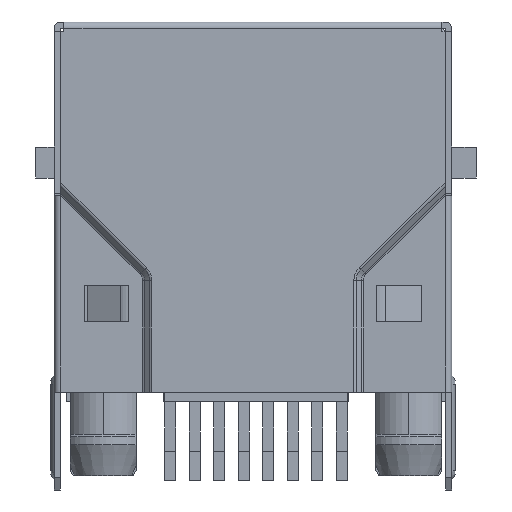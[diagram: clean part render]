
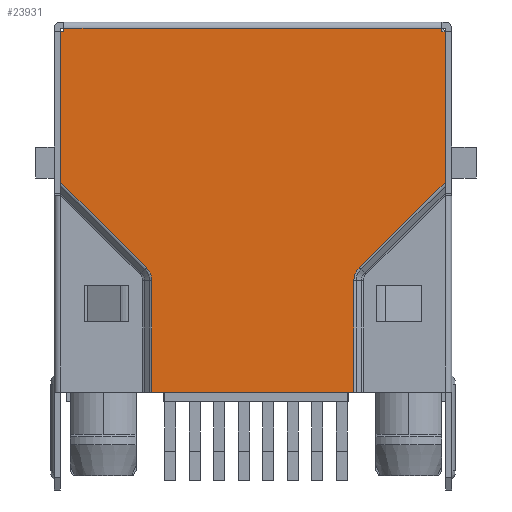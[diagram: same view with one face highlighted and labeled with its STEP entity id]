
A CAD part, front view. The second image highlights one B-rep face of the part: STEP entity #23931.
In plain terms, the highlighted planar face has unit normal (0, -1, 0).
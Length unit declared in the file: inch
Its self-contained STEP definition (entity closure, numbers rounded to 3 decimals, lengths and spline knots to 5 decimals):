
#514 = LINE ( 'NONE', #21043, #17369 ) ;
#792 = LINE ( 'NONE', #26731, #26614 ) ;
#973 = CARTESIAN_POINT ( 'NONE',  ( 0.10784, -0.32006, -0.28233 ) ) ;
#1137 = CARTESIAN_POINT ( 'NONE',  ( 0.09896, -0.32006, -0.30364 ) ) ;
#1211 = CARTESIAN_POINT ( 'NONE',  ( -0.06604, -0.32006, -0.48541 ) ) ;
#1254 = CARTESIAN_POINT ( 'NONE',  ( 0.09896, -0.32006, -0.48541 ) ) ;
#1500 = EDGE_CURVE ( 'NONE', #17839, #18635, #26992, .T. ) ;
#1510 = DIRECTION ( 'NONE',  ( 0., 0., 1. ) ) ;
#2182 = CARTESIAN_POINT ( 'NONE',  ( 0.24796, -0.32006, -0.14341 ) ) ;
#2297 = EDGE_CURVE ( 'NONE', #16177, #5832, #11203, .T. ) ;
#2356 = EDGE_CURVE ( 'NONE', #13640, #17839, #36905, .T. ) ;
#2937 = AXIS2_PLACEMENT_3D ( 'NONE', #11512, #21639, #1510 ) ;
#3227 = EDGE_CURVE ( 'NONE', #25083, #16177, #43135, .T. ) ;
#3232 = CARTESIAN_POINT ( 'NONE',  ( 0.24289, -0.32006, 0.10351 ) ) ;
#3838 = CARTESIAN_POINT ( 'NONE',  ( -0.23107, -0.32006, -0.2955 ) ) ;
#4428 = EDGE_CURVE ( 'NONE', #16211, #5957, #15086, .T. ) ;
#4495 = CARTESIAN_POINT ( 'NONE',  ( 0.10784, -0.32006, -0.28233 ) ) ;
#4724 = ORIENTED_EDGE ( 'NONE', *, *, #21844, .T. ) ;
#4975 = ORIENTED_EDGE ( 'NONE', *, *, #25569, .T. ) ;
#5174 = VERTEX_POINT ( 'NONE', #39002 ) ;
#5832 = VERTEX_POINT ( 'NONE', #7952 ) ;
#5957 = VERTEX_POINT ( 'NONE', #38687 ) ;
#6205 = CARTESIAN_POINT ( 'NONE',  ( 0.09896, -0.32006, -0.18791 ) ) ;
#6654 = CARTESIAN_POINT ( 'NONE',  ( 0.24796, -0.32006, -0.18791 ) ) ;
#7952 = CARTESIAN_POINT ( 'NONE',  ( 0.10784, -0.32006, -0.28233 ) ) ;
#8006 = CARTESIAN_POINT ( 'NONE',  ( -0.38004, -0.32006, -0.14341 ) ) ;
#8155 = PLANE ( 'NONE',  #2937 ) ;
#8260 = EDGE_CURVE ( 'NONE', #27065, #5174, #17504, .T. ) ;
#8339 = EDGE_CURVE ( 'NONE', #5832, #41402, #43352, .T. ) ;
#8578 = VECTOR ( 'NONE', #24237, 39.37008 ) ;
#8661 = DIRECTION ( 'NONE',  ( 0., 0., 1. ) ) ;
#9012 = ORIENTED_EDGE ( 'NONE', *, *, #4428, .T. ) ;
#9291 = DIRECTION ( 'NONE',  ( -1., 0., 0. ) ) ;
#9602 = DIRECTION ( 'NONE',  ( 0., 0., 1. ) ) ;
#10873 = EDGE_CURVE ( 'NONE', #30852, #34485, #33089, .T. ) ;
#10997 = LINE ( 'NONE', #6654, #27849 ) ;
#11203 = B_SPLINE_CURVE_WITH_KNOTS ( 'NONE', 3,
 ( #1137, #21280, #41503, #4495 ),
 .UNSPECIFIED., .F., .F.,
 ( 4, 4 ),
 ( 0., 1. ),
 .UNSPECIFIED. ) ;
#11512 = CARTESIAN_POINT ( 'NONE',  ( 0.24796, -0.32006, -0.48541 ) ) ;
#11694 = EDGE_CURVE ( 'NONE', #5957, #36960, #792, .T. ) ;
#12278 = EDGE_CURVE ( 'NONE', #18635, #27065, #37618, .T. ) ;
#13640 = VERTEX_POINT ( 'NONE', #21010 ) ;
#14791 = CARTESIAN_POINT ( 'NONE',  ( 0.24289, -0.32006, 0.10959 ) ) ;
#14878 = CARTESIAN_POINT ( 'NONE',  ( -0.06604, -0.32006, 0.10351 ) ) ;
#15086 = LINE ( 'NONE', #39460, #25113 ) ;
#15213 = ORIENTED_EDGE ( 'NONE', *, *, #8260, .T. ) ;
#15871 = CARTESIAN_POINT ( 'NONE',  ( -0.23992, -0.32006, -0.28233 ) ) ;
#16138 = ORIENTED_EDGE ( 'NONE', *, *, #2297, .T. ) ;
#16177 = VERTEX_POINT ( 'NONE', #38054 ) ;
#16211 = VERTEX_POINT ( 'NONE', #14791 ) ;
#16679 = CARTESIAN_POINT ( 'NONE',  ( -0.23104, -0.32006, -0.30364 ) ) ;
#17369 = VECTOR ( 'NONE', #31094, 39.37008 ) ;
#17504 = LINE ( 'NONE', #41054, #8578 ) ;
#17839 = VERTEX_POINT ( 'NONE', #8006 ) ;
#18635 = VERTEX_POINT ( 'NONE', #15871 ) ;
#19307 = EDGE_LOOP ( 'NONE', ( #33478, #4724, #9012, #27445, #40518, #34417, #37783, #20051, #15213, #41059, #39393, #16138, #36033, #4975 ) ) ;
#20051 = ORIENTED_EDGE ( 'NONE', *, *, #12278, .T. ) ;
#20624 = CARTESIAN_POINT ( 'NONE',  ( -0.23423, -0.32006, -0.28802 ) ) ;
#21010 = CARTESIAN_POINT ( 'NONE',  ( -0.38004, -0.32006, 0.10351 ) ) ;
#21043 = CARTESIAN_POINT ( 'NONE',  ( -0.06604, -0.32006, 0.10351 ) ) ;
#21280 = CARTESIAN_POINT ( 'NONE',  ( 0.099, -0.32006, -0.2956 ) ) ;
#21418 = CARTESIAN_POINT ( 'NONE',  ( -0.38004, -0.32006, -0.18791 ) ) ;
#21639 = DIRECTION ( 'NONE',  ( 0., -1., 0. ) ) ;
#21844 = EDGE_CURVE ( 'NONE', #34485, #16211, #33251, .T. ) ;
#23722 = CARTESIAN_POINT ( 'NONE',  ( -0.38004, -0.32006, -0.14341 ) ) ;
#23931 = ADVANCED_FACE ( 'NONE', ( #37243 ), #8155, .T. ) ;
#24024 = CARTESIAN_POINT ( 'NONE',  ( -0.23992, -0.32006, -0.28233 ) ) ;
#24237 = DIRECTION ( 'NONE',  ( 0., 0., -1. ) ) ;
#24273 = VECTOR ( 'NONE', #8661, 39.37008 ) ;
#25083 = VERTEX_POINT ( 'NONE', #1254 ) ;
#25113 = VECTOR ( 'NONE', #9291, 39.37008 ) ;
#25569 = EDGE_CURVE ( 'NONE', #41402, #30852, #10997, .T. ) ;
#26614 = VECTOR ( 'NONE', #30089, 39.37008 ) ;
#26731 = CARTESIAN_POINT ( 'NONE',  ( -0.37496, -0.32006, -0.18791 ) ) ;
#26992 = LINE ( 'NONE', #23722, #41749 ) ;
#27065 = VERTEX_POINT ( 'NONE', #16679 ) ;
#27289 = EDGE_CURVE ( 'NONE', #5174, #25083, #29743, .T. ) ;
#27428 = CARTESIAN_POINT ( 'NONE',  ( -0.23104, -0.32006, -0.30364 ) ) ;
#27445 = ORIENTED_EDGE ( 'NONE', *, *, #11694, .T. ) ;
#27849 = VECTOR ( 'NONE', #33634, 39.37008 ) ;
#27958 = VECTOR ( 'NONE', #38391, 39.37008 ) ;
#28139 = DIRECTION ( 'NONE',  ( 1., 0., 0. ) ) ;
#28711 = VECTOR ( 'NONE', #28139, 39.37008 ) ;
#29743 = LINE ( 'NONE', #1211, #28711 ) ;
#30089 = DIRECTION ( 'NONE',  ( 0., 0., -1. ) ) ;
#30852 = VERTEX_POINT ( 'NONE', #36637 ) ;
#31094 = DIRECTION ( 'NONE',  ( -1., 0., 0. ) ) ;
#32264 = VECTOR ( 'NONE', #34573, 39.37008 ) ;
#33089 = LINE ( 'NONE', #14878, #42067 ) ;
#33094 = VECTOR ( 'NONE', #9602, 39.37008 ) ;
#33251 = LINE ( 'NONE', #38813, #24273 ) ;
#33478 = ORIENTED_EDGE ( 'NONE', *, *, #10873, .T. ) ;
#33634 = DIRECTION ( 'NONE',  ( 0., 0., 1. ) ) ;
#34417 = ORIENTED_EDGE ( 'NONE', *, *, #2356, .T. ) ;
#34485 = VERTEX_POINT ( 'NONE', #3232 ) ;
#34573 = DIRECTION ( 'NONE',  ( 0.71, 0., 0.704 ) ) ;
#35084 = DIRECTION ( 'NONE',  ( -1., 0., 0. ) ) ;
#36033 = ORIENTED_EDGE ( 'NONE', *, *, #8339, .T. ) ;
#36637 = CARTESIAN_POINT ( 'NONE',  ( 0.24796, -0.32006, 0.10351 ) ) ;
#36905 = LINE ( 'NONE', #21418, #27958 ) ;
#36960 = VERTEX_POINT ( 'NONE', #42802 ) ;
#37243 = FACE_OUTER_BOUND ( 'NONE', #19307, .T. ) ;
#37618 = B_SPLINE_CURVE_WITH_KNOTS ( 'NONE', 3,
 ( #24024, #20624, #3838, #27428 ),
 .UNSPECIFIED., .F., .F.,
 ( 4, 4 ),
 ( 0., 1. ),
 .UNSPECIFIED. ) ;
#37783 = ORIENTED_EDGE ( 'NONE', *, *, #1500, .T. ) ;
#38054 = CARTESIAN_POINT ( 'NONE',  ( 0.09896, -0.32006, -0.30364 ) ) ;
#38391 = DIRECTION ( 'NONE',  ( 0., 0., -1. ) ) ;
#38687 = CARTESIAN_POINT ( 'NONE',  ( -0.37496, -0.32006, 0.10959 ) ) ;
#38813 = CARTESIAN_POINT ( 'NONE',  ( 0.24289, -0.32006, -0.18791 ) ) ;
#39002 = CARTESIAN_POINT ( 'NONE',  ( -0.23104, -0.32006, -0.48541 ) ) ;
#39393 = ORIENTED_EDGE ( 'NONE', *, *, #3227, .T. ) ;
#39460 = CARTESIAN_POINT ( 'NONE',  ( -0.06604, -0.32006, 0.10959 ) ) ;
#40518 = ORIENTED_EDGE ( 'NONE', *, *, #41111, .T. ) ;
#40545 = DIRECTION ( 'NONE',  ( 0.71, 0., -0.704 ) ) ;
#41054 = CARTESIAN_POINT ( 'NONE',  ( -0.23104, -0.32006, -0.18791 ) ) ;
#41059 = ORIENTED_EDGE ( 'NONE', *, *, #27289, .T. ) ;
#41111 = EDGE_CURVE ( 'NONE', #36960, #13640, #514, .T. ) ;
#41402 = VERTEX_POINT ( 'NONE', #2182 ) ;
#41503 = CARTESIAN_POINT ( 'NONE',  ( 0.10209, -0.32006, -0.28809 ) ) ;
#41749 = VECTOR ( 'NONE', #40545, 39.37008 ) ;
#42067 = VECTOR ( 'NONE', #35084, 39.37008 ) ;
#42802 = CARTESIAN_POINT ( 'NONE',  ( -0.37496, -0.32006, 0.10351 ) ) ;
#43135 = LINE ( 'NONE', #6205, #33094 ) ;
#43352 = LINE ( 'NONE', #973, #32264 ) ;
